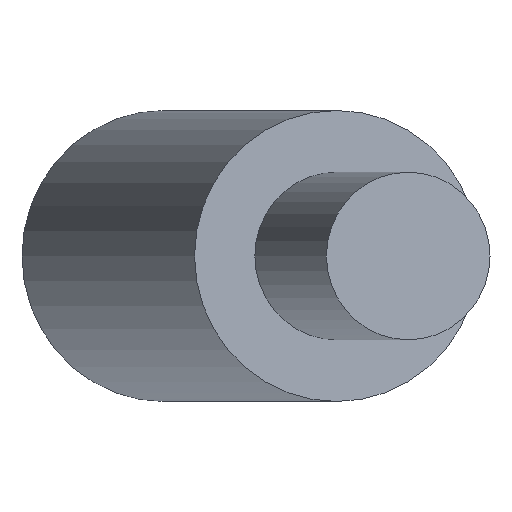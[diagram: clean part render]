
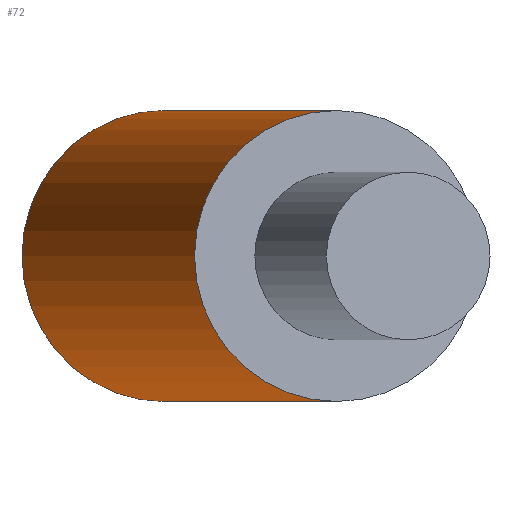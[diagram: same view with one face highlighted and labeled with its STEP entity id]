
A CAD part, front view. The second image highlights one B-rep face of the part: STEP entity #72.
In plain terms, the highlighted cylindrical face has radius 2.095 mm (diameter 4.191 mm), a full revolution.
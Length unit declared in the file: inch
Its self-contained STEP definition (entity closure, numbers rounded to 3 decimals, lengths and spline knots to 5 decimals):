
#20=FACE_BOUND('',#37,.T.);
#23=CYLINDRICAL_SURFACE('',#84,0.0825);
#28=FACE_OUTER_BOUND('',#36,.T.);
#36=EDGE_LOOP('',(#61));
#37=EDGE_LOOP('',(#62));
#43=CIRCLE('',#83,0.0825);
#44=CIRCLE('',#85,0.0825);
#48=VERTEX_POINT('',#122);
#49=VERTEX_POINT('',#125);
#53=EDGE_CURVE('',#48,#48,#43,.T.);
#54=EDGE_CURVE('',#49,#49,#44,.T.);
#61=ORIENTED_EDGE('',*,*,#53,.F.);
#62=ORIENTED_EDGE('',*,*,#54,.T.);
#72=ADVANCED_FACE('',(#28,#20),#23,.T.);
#83=AXIS2_PLACEMENT_3D('',#123,#103,#104);
#84=AXIS2_PLACEMENT_3D('',#124,#105,#106);
#85=AXIS2_PLACEMENT_3D('',#126,#107,#108);
#103=DIRECTION('center_axis',(0.216,-0.976,0.));
#104=DIRECTION('ref_axis',(0.976,0.216,0.));
#105=DIRECTION('center_axis',(-0.216,0.976,0.));
#106=DIRECTION('ref_axis',(0.976,0.216,0.));
#107=DIRECTION('center_axis',(0.216,-0.976,0.));
#108=DIRECTION('ref_axis',(0.976,0.216,0.));
#122=CARTESIAN_POINT('',(0.03996,0.06341,0.));
#123=CARTESIAN_POINT('Origin',(-0.04058,0.04556,0.));
#124=CARTESIAN_POINT('Origin',(0.,-0.1375,0.));
#125=CARTESIAN_POINT('',(-0.05787,0.5047,0.));
#126=CARTESIAN_POINT('Origin',(-0.13841,0.48684,0.));
